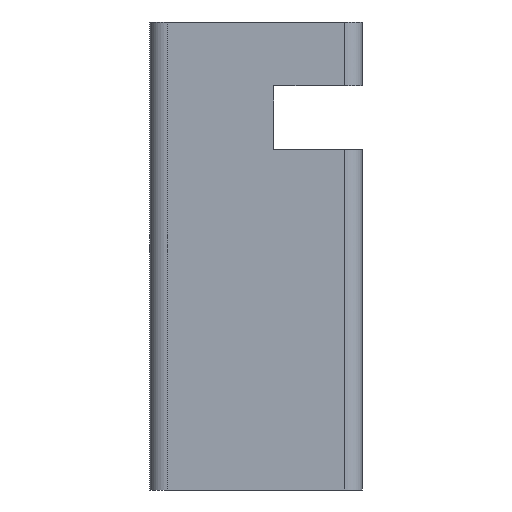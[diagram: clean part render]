
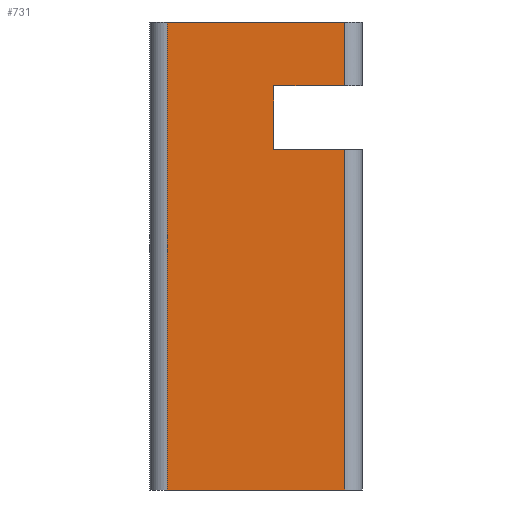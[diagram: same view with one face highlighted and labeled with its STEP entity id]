
A CAD part, left-side view. The second image highlights one B-rep face of the part: STEP entity #731.
In plain terms, the highlighted planar face has unit normal (-1, 0, 0).
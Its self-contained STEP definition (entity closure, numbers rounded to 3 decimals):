
#16 = EDGE_CURVE ( 'NONE', #773, #1177, #476, .T. ) ;
#34 = LINE ( 'NONE', #1208, #962 ) ;
#49 = VERTEX_POINT ( 'NONE', #574 ) ;
#58 = CARTESIAN_POINT ( 'NONE',  ( -3.45, -1.25, 6.6 ) ) ;
#65 = VECTOR ( 'NONE', #110, 1000. ) ;
#97 = DIRECTION ( 'NONE',  ( 0., -1., 0. ) ) ;
#106 = CARTESIAN_POINT ( 'NONE',  ( -3.45, 1.25, 6.6 ) ) ;
#110 = DIRECTION ( 'NONE',  ( 0., 1., 0. ) ) ;
#133 = VECTOR ( 'NONE', #462, 1000. ) ;
#148 = VECTOR ( 'NONE', #860, 1000. ) ;
#154 = LINE ( 'NONE', #58, #133 ) ;
#211 = LINE ( 'NONE', #980, #65 ) ;
#285 = VERTEX_POINT ( 'NONE', #1216 ) ;
#318 = CARTESIAN_POINT ( 'NONE',  ( -3.45, -0.25, 5.7 ) ) ;
#336 = DIRECTION ( 'NONE',  ( 0., 0., -1. ) ) ;
#357 = EDGE_CURVE ( 'NONE', #1005, #285, #34, .T. ) ;
#386 = VECTOR ( 'NONE', #1282, 1000. ) ;
#400 = ORIENTED_EDGE ( 'NONE', *, *, #650, .F. ) ;
#401 = EDGE_CURVE ( 'NONE', #1177, #593, #1112, .T. ) ;
#462 = DIRECTION ( 'NONE',  ( 0., 0., -1. ) ) ;
#476 = LINE ( 'NONE', #867, #148 ) ;
#494 = EDGE_LOOP ( 'NONE', ( #685, #1274, #886, #400, #1054, #918, #755, #1077 ) ) ;
#504 = CARTESIAN_POINT ( 'NONE',  ( -3.45, -1.25, 0. ) ) ;
#507 = CARTESIAN_POINT ( 'NONE',  ( -3.45, -0.25, 4.8 ) ) ;
#515 = CARTESIAN_POINT ( 'NONE',  ( -3.45, 1.25, 6.6 ) ) ;
#533 = VECTOR ( 'NONE', #97, 1000. ) ;
#544 = VECTOR ( 'NONE', #1205, 1000. ) ;
#574 = CARTESIAN_POINT ( 'NONE',  ( -3.45, 1.25, 6.6 ) ) ;
#582 = EDGE_CURVE ( 'NONE', #593, #741, #154, .T. ) ;
#589 = FACE_OUTER_BOUND ( 'NONE', #494, .T. ) ;
#593 = VERTEX_POINT ( 'NONE', #1113 ) ;
#650 = EDGE_CURVE ( 'NONE', #285, #773, #211, .T. ) ;
#653 = EDGE_CURVE ( 'NONE', #49, #1005, #1093, .T. ) ;
#676 = CARTESIAN_POINT ( 'NONE',  ( -3.45, 1.25, 6.6 ) ) ;
#685 = ORIENTED_EDGE ( 'NONE', *, *, #582, .F. ) ;
#688 = DIRECTION ( 'NONE',  ( 1., 0., 0. ) ) ;
#693 = AXIS2_PLACEMENT_3D ( 'NONE', #106, #688, #881 ) ;
#731 = ADVANCED_FACE ( 'NONE', ( #589 ), #1081, .F. ) ;
#741 = VERTEX_POINT ( 'NONE', #504 ) ;
#755 = ORIENTED_EDGE ( 'NONE', *, *, #1250, .T. ) ;
#762 = EDGE_CURVE ( 'NONE', #1154, #741, #1070, .T. ) ;
#773 = VERTEX_POINT ( 'NONE', #318 ) ;
#792 = VECTOR ( 'NONE', #893, 1000. ) ;
#860 = DIRECTION ( 'NONE',  ( 0., 0., -1. ) ) ;
#867 = CARTESIAN_POINT ( 'NONE',  ( -3.45, -0.25, 4.8 ) ) ;
#881 = DIRECTION ( 'NONE',  ( 0., 1., 0. ) ) ;
#886 = ORIENTED_EDGE ( 'NONE', *, *, #16, .F. ) ;
#890 = CARTESIAN_POINT ( 'NONE',  ( -3.45, 1.25, 0. ) ) ;
#893 = DIRECTION ( 'NONE',  ( 0., -1., 0. ) ) ;
#918 = ORIENTED_EDGE ( 'NONE', *, *, #653, .F. ) ;
#947 = CARTESIAN_POINT ( 'NONE',  ( -3.45, 1.25, 0. ) ) ;
#956 = CARTESIAN_POINT ( 'NONE',  ( -3.45, -0.25, 4.8 ) ) ;
#962 = VECTOR ( 'NONE', #336, 1000. ) ;
#980 = CARTESIAN_POINT ( 'NONE',  ( -3.45, -0.25, 5.7 ) ) ;
#1005 = VERTEX_POINT ( 'NONE', #1185 ) ;
#1054 = ORIENTED_EDGE ( 'NONE', *, *, #357, .F. ) ;
#1070 = LINE ( 'NONE', #890, #386 ) ;
#1077 = ORIENTED_EDGE ( 'NONE', *, *, #762, .T. ) ;
#1081 = PLANE ( 'NONE',  #693 ) ;
#1093 = LINE ( 'NONE', #515, #533 ) ;
#1112 = LINE ( 'NONE', #507, #792 ) ;
#1113 = CARTESIAN_POINT ( 'NONE',  ( -3.45, -1.25, 4.8 ) ) ;
#1154 = VERTEX_POINT ( 'NONE', #947 ) ;
#1177 = VERTEX_POINT ( 'NONE', #956 ) ;
#1185 = CARTESIAN_POINT ( 'NONE',  ( -3.45, -1.25, 6.6 ) ) ;
#1205 = DIRECTION ( 'NONE',  ( 0., 0., -1. ) ) ;
#1208 = CARTESIAN_POINT ( 'NONE',  ( -3.45, -1.25, 6.6 ) ) ;
#1212 = LINE ( 'NONE', #676, #544 ) ;
#1216 = CARTESIAN_POINT ( 'NONE',  ( -3.45, -1.25, 5.7 ) ) ;
#1250 = EDGE_CURVE ( 'NONE', #49, #1154, #1212, .T. ) ;
#1274 = ORIENTED_EDGE ( 'NONE', *, *, #401, .F. ) ;
#1282 = DIRECTION ( 'NONE',  ( 0., -1., 0. ) ) ;
